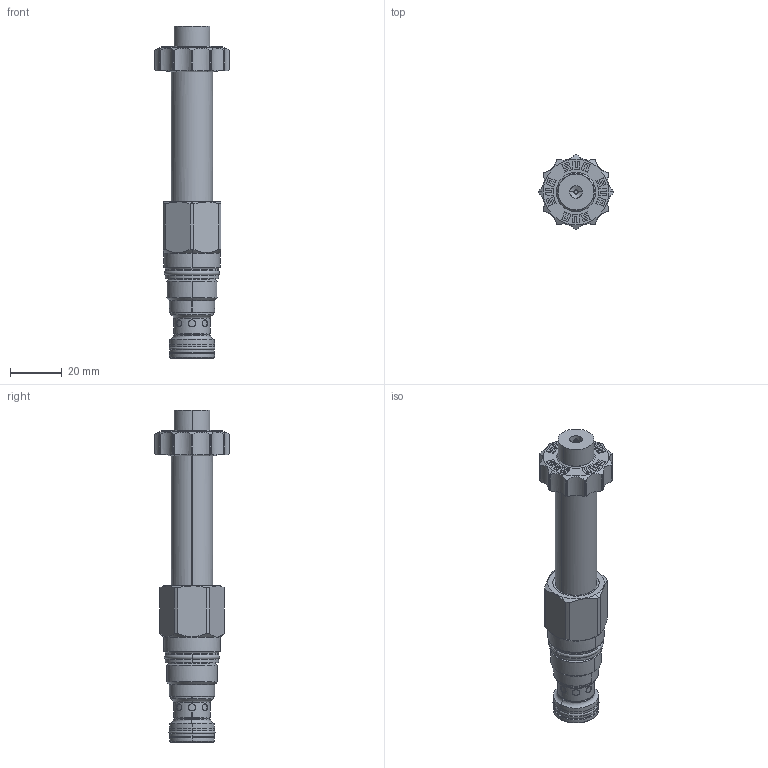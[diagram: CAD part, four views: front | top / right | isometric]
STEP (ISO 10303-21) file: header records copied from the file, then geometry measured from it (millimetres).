
FILE_DESCRIPTION((''),'2;1');
FILE_NAME('DLDFSCN_SW_PRT','2021-04-28T',('charlief'),(''),'PRO/ENGINEER BY PARAMETRIC TECHNOLOGY CORPORATION, 2016010','PRO/ENGINEER BY PARAMETRIC TECHNOLOGY CORPORATION, 2016010','');
FILE_SCHEMA(('CONFIG_CONTROL_DESIGN'));
Products named in the file (1): DLDFSCN_SW_PRT
Bounding box: 29.21 x 29.21 x 128.32 mm (x, y, z)
Surface area: 14386.7 mm2 (no closed solid volume)
Topology: 0 solids, 0 shells, 393 faces, 1940 edges, 1928 vertices
Faces by surface type: bspline 363, torus 30
Entity records: 58109 total; most frequent: CARTESIAN_POINT 40772, DIRECTION 2710, TRIMMED_CURVE 2354, VECTOR 2058, LINE 2058, DEFINITIONAL_REPRESENTATION 1916, PCURVE 1916, COMPOSITE_CURVE_SEGMENT 1916
